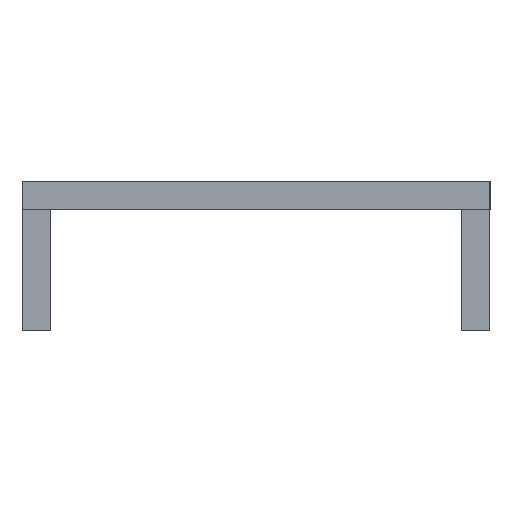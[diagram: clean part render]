
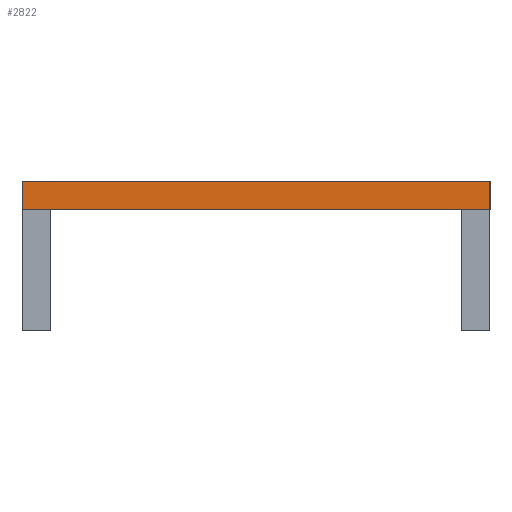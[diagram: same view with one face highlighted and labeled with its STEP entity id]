
A CAD part, left-side view. The second image highlights one B-rep face of the part: STEP entity #2822.
In plain terms, the highlighted planar face has unit normal (-1, 0, 0).
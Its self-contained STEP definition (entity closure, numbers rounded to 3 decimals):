
#99 = LINE ( 'NONE', #272, #920 ) ;
#207 = DIRECTION ( 'NONE',  ( 0., 0., 1. ) ) ;
#237 = LINE ( 'NONE', #2369, #2293 ) ;
#272 = CARTESIAN_POINT ( 'NONE',  ( -394., 12.5, 0. ) ) ;
#440 = ORIENTED_EDGE ( 'NONE', *, *, #502, .F. ) ;
#485 = FACE_OUTER_BOUND ( 'NONE', #1950, .T. ) ;
#502 = EDGE_CURVE ( 'NONE', #1616, #2074, #1515, .T. ) ;
#531 = ORIENTED_EDGE ( 'NONE', *, *, #1145, .T. ) ;
#692 = VERTEX_POINT ( 'NONE', #3075 ) ;
#792 = VECTOR ( 'NONE', #2200, 1000. ) ;
#820 = CARTESIAN_POINT ( 'NONE',  ( -394., -12.5, 0. ) ) ;
#920 = VECTOR ( 'NONE', #1155, 1000. ) ;
#1072 = ORIENTED_EDGE ( 'NONE', *, *, #1847, .F. ) ;
#1145 = EDGE_CURVE ( 'NONE', #3435, #2074, #2733, .T. ) ;
#1155 = DIRECTION ( 'NONE',  ( 0., -1., 0. ) ) ;
#1169 = DIRECTION ( 'NONE',  ( -1., 0., 0. ) ) ;
#1400 = ORIENTED_EDGE ( 'NONE', *, *, #2762, .F. ) ;
#1472 = AXIS2_PLACEMENT_3D ( 'NONE', #2311, #1169, #3391 ) ;
#1515 = LINE ( 'NONE', #2507, #792 ) ;
#1616 = VERTEX_POINT ( 'NONE', #820 ) ;
#1847 = EDGE_CURVE ( 'NONE', #3435, #692, #237, .T. ) ;
#1950 = EDGE_LOOP ( 'NONE', ( #531, #440, #1400, #1072 ) ) ;
#1957 = DIRECTION ( 'NONE',  ( 0., -1., 0. ) ) ;
#1979 = CARTESIAN_POINT ( 'NONE',  ( -394., 12.5, -1.5 ) ) ;
#2074 = VERTEX_POINT ( 'NONE', #2747 ) ;
#2200 = DIRECTION ( 'NONE',  ( 0., 0., -1. ) ) ;
#2265 = PLANE ( 'NONE',  #1472 ) ;
#2293 = VECTOR ( 'NONE', #207, 1000. ) ;
#2311 = CARTESIAN_POINT ( 'NONE',  ( -394., 0., 0. ) ) ;
#2369 = CARTESIAN_POINT ( 'NONE',  ( -394., 12.5, -8. ) ) ;
#2507 = CARTESIAN_POINT ( 'NONE',  ( -394., -12.5, 0. ) ) ;
#2733 = LINE ( 'NONE', #1979, #3469 ) ;
#2747 = CARTESIAN_POINT ( 'NONE',  ( -394., -12.5, -1.5 ) ) ;
#2762 = EDGE_CURVE ( 'NONE', #692, #1616, #99, .T. ) ;
#2822 = ADVANCED_FACE ( 'NONE', ( #485 ), #2265, .T. ) ;
#3075 = CARTESIAN_POINT ( 'NONE',  ( -394., 12.5, 0. ) ) ;
#3391 = DIRECTION ( 'NONE',  ( 0., 0., 1. ) ) ;
#3435 = VERTEX_POINT ( 'NONE', #3532 ) ;
#3469 = VECTOR ( 'NONE', #1957, 1000. ) ;
#3532 = CARTESIAN_POINT ( 'NONE',  ( -394., 12.5, -1.5 ) ) ;
